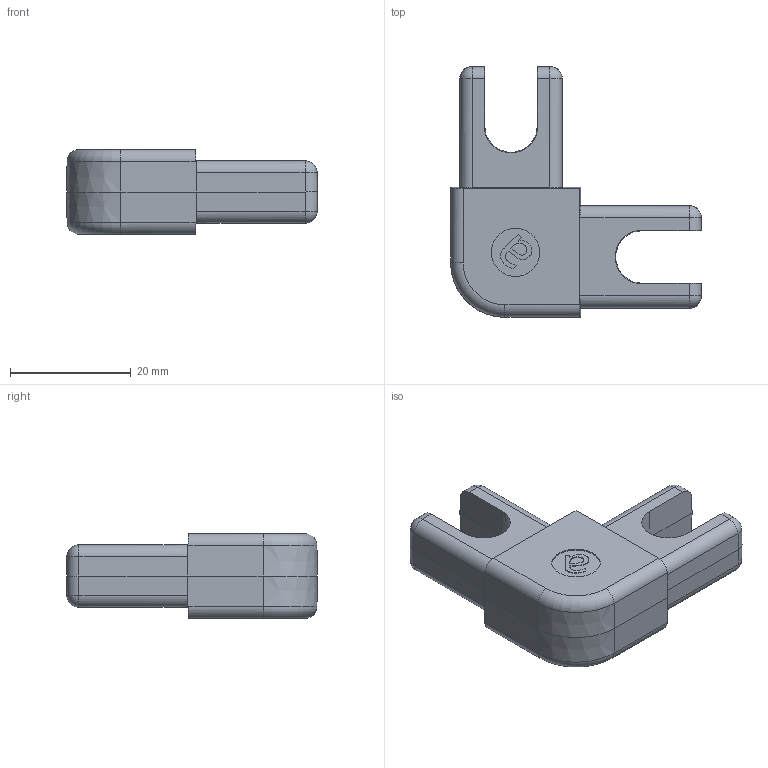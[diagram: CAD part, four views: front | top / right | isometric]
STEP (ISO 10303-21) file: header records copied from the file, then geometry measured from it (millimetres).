
FILE_DESCRIPTION (( 'STEP AP203' ), '1' );
FILE_NAME ('BK01.35.0.STEP', '2022-06-23T12:10:41', ( '' ), ( '' ), 'SwSTEP 2.0', 'SolidWorks 2021', '' );
FILE_SCHEMA (( 'CONFIG_CONTROL_DESIGN' ));
Length unit declared in the file: millimetre
Products named in the file (1): BK01.35.0
Bounding box: 41.5 x 41.5 x 14 mm (x, y, z)
Surface area: 4334.4 mm2 (no closed solid volume)
Topology: 0 solids, 1 shells, 113 faces, 271 edges, 163 vertices
Faces by surface type: plane 53, cylinder 33, bspline 10, sphere 8, cone 7, torus 2
Entity records: 3777 total; most frequent: CARTESIAN_POINT 1224, ORIENTED_EDGE 538, DIRECTION 474, EDGE_CURVE 271, LINE 176, VECTOR 176, VERTEX_POINT 163, AXIS2_PLACEMENT_3D 149
